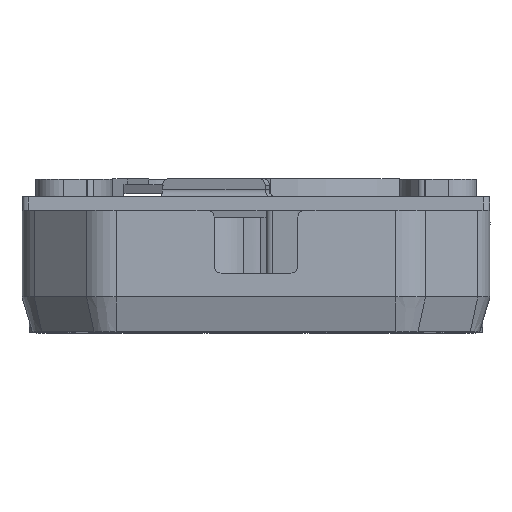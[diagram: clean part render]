
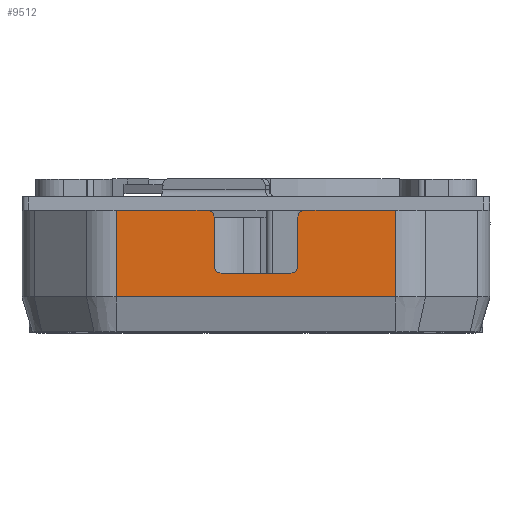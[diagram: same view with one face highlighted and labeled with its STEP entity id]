
A CAD part, top view. The second image highlights one B-rep face of the part: STEP entity #9512.
In plain terms, the highlighted planar face has unit normal (0, 0, 1).
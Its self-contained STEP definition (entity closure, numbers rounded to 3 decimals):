
#462=FACE_OUTER_BOUND('',#1006,.T.);
#1006=EDGE_LOOP('',(#6877,#6878,#6879,#6880,#6881,#6882,#6883,#6884,#6885,
#6886,#6887,#6888));
#1631=CIRCLE('',#10229,1.);
#1632=CIRCLE('',#10230,1.);
#1633=CIRCLE('',#10231,1.);
#1634=CIRCLE('',#10232,1.);
#2128=LINE('',#14697,#3085);
#2162=LINE('',#14796,#3119);
#2163=LINE('',#14800,#3120);
#2164=LINE('',#14802,#3121);
#2165=LINE('',#14806,#3122);
#2166=LINE('',#14810,#3123);
#2167=LINE('',#14814,#3124);
#2168=LINE('',#14817,#3125);
#3085=VECTOR('',#11653,10.);
#3119=VECTOR('',#11759,10.);
#3120=VECTOR('',#11764,10.);
#3121=VECTOR('',#11765,10.);
#3122=VECTOR('',#11768,10.);
#3123=VECTOR('',#11771,10.);
#3124=VECTOR('',#11774,10.);
#3125=VECTOR('',#11777,10.);
#4126=VERTEX_POINT('',#14693);
#4127=VERTEX_POINT('',#14695);
#4156=VERTEX_POINT('',#14795);
#4157=VERTEX_POINT('',#14799);
#4158=VERTEX_POINT('',#14801);
#4159=VERTEX_POINT('',#14803);
#4160=VERTEX_POINT('',#14805);
#4161=VERTEX_POINT('',#14807);
#4162=VERTEX_POINT('',#14809);
#4163=VERTEX_POINT('',#14811);
#4164=VERTEX_POINT('',#14813);
#4165=VERTEX_POINT('',#14815);
#5153=EDGE_CURVE('',#4127,#4126,#2128,.T.);
#5202=EDGE_CURVE('',#4126,#4156,#2162,.T.);
#5204=EDGE_CURVE('',#4157,#4127,#2163,.T.);
#5205=EDGE_CURVE('',#4158,#4157,#2164,.T.);
#5206=EDGE_CURVE('',#4159,#4158,#1631,.T.);
#5207=EDGE_CURVE('',#4159,#4160,#2165,.T.);
#5208=EDGE_CURVE('',#4161,#4160,#1632,.T.);
#5209=EDGE_CURVE('',#4161,#4162,#2166,.T.);
#5210=EDGE_CURVE('',#4163,#4162,#1633,.T.);
#5211=EDGE_CURVE('',#4163,#4164,#2167,.T.);
#5212=EDGE_CURVE('',#4165,#4164,#1634,.T.);
#5213=EDGE_CURVE('',#4156,#4165,#2168,.T.);
#6877=ORIENTED_EDGE('',*,*,#5153,.F.);
#6878=ORIENTED_EDGE('',*,*,#5204,.F.);
#6879=ORIENTED_EDGE('',*,*,#5205,.F.);
#6880=ORIENTED_EDGE('',*,*,#5206,.F.);
#6881=ORIENTED_EDGE('',*,*,#5207,.T.);
#6882=ORIENTED_EDGE('',*,*,#5208,.F.);
#6883=ORIENTED_EDGE('',*,*,#5209,.T.);
#6884=ORIENTED_EDGE('',*,*,#5210,.F.);
#6885=ORIENTED_EDGE('',*,*,#5211,.T.);
#6886=ORIENTED_EDGE('',*,*,#5212,.F.);
#6887=ORIENTED_EDGE('',*,*,#5213,.F.);
#6888=ORIENTED_EDGE('',*,*,#5202,.F.);
#9181=PLANE('',#10228);
#9512=ADVANCED_FACE('',(#462),#9181,.T.);
#10228=AXIS2_PLACEMENT_3D('',#14798,#11762,#11763);
#10229=AXIS2_PLACEMENT_3D('',#14804,#11766,#11767);
#10230=AXIS2_PLACEMENT_3D('',#14808,#11769,#11770);
#10231=AXIS2_PLACEMENT_3D('',#14812,#11772,#11773);
#10232=AXIS2_PLACEMENT_3D('',#14816,#11775,#11776);
#11653=DIRECTION('',(-1.,0.,0.));
#11759=DIRECTION('',(0.,1.,0.));
#11762=DIRECTION('center_axis',(0.,0.,
1.));
#11763=DIRECTION('ref_axis',(1.,0.,0.));
#11764=DIRECTION('',(0.,-1.,0.));
#11765=DIRECTION('',(1.,0.,0.));
#11766=DIRECTION('center_axis',(0.,0.,
-1.));
#11767=DIRECTION('ref_axis',(-0.707,0.707,0.));
#11768=DIRECTION('',(0.,-1.,0.));
#11769=DIRECTION('center_axis',(0.,0.,
1.));
#11770=DIRECTION('ref_axis',(0.707,-0.707,0.));
#11771=DIRECTION('',(-1.,0.,0.));
#11772=DIRECTION('center_axis',(0.,0.,
1.));
#11773=DIRECTION('ref_axis',(-0.707,-0.707,0.));
#11774=DIRECTION('',(0.,1.,0.));
#11775=DIRECTION('center_axis',(0.,0.,
-1.));
#11776=DIRECTION('ref_axis',(0.707,0.707,0.));
#11777=DIRECTION('',(1.,0.,0.));
#14693=CARTESIAN_POINT('',(-20.015,-17.,83.333));
#14695=CARTESIAN_POINT('',(20.015,-17.,83.333));
#14697=CARTESIAN_POINT('',(-11.25,-17.,83.333));
#14795=CARTESIAN_POINT('',(-20.015,-4.6,83.333));
#14796=CARTESIAN_POINT('',(-20.015,-22.,83.333));
#14798=CARTESIAN_POINT('Origin',(-22.5,-22.,83.333));
#14799=CARTESIAN_POINT('',(20.015,-4.6,83.333));
#14800=CARTESIAN_POINT('',(20.015,-22.,83.333));
#14801=CARTESIAN_POINT('',(7.,-4.6,83.333));
#14802=CARTESIAN_POINT('',(22.5,-4.6,83.333));
#14803=CARTESIAN_POINT('',(6.,-5.6,83.333));
#14804=CARTESIAN_POINT('Origin',(7.,-5.6,83.333));
#14805=CARTESIAN_POINT('',(6.,-12.6,83.333));
#14806=CARTESIAN_POINT('',(6.,-13.3,83.333));
#14807=CARTESIAN_POINT('',(5.,-13.6,83.333));
#14808=CARTESIAN_POINT('Origin',(5.,-12.6,83.333));
#14809=CARTESIAN_POINT('',(-5.,-13.6,83.333));
#14810=CARTESIAN_POINT('',(-11.25,-13.6,83.333));
#14811=CARTESIAN_POINT('',(-6.,-12.6,83.333));
#14812=CARTESIAN_POINT('Origin',(-5.,-12.6,83.333));
#14813=CARTESIAN_POINT('',(-6.,-5.6,83.333));
#14814=CARTESIAN_POINT('',(-6.,-13.3,83.333));
#14815=CARTESIAN_POINT('',(-7.,-4.6,83.333));
#14816=CARTESIAN_POINT('Origin',(-7.,-5.6,83.333));
#14817=CARTESIAN_POINT('',(22.5,-4.6,83.333));
